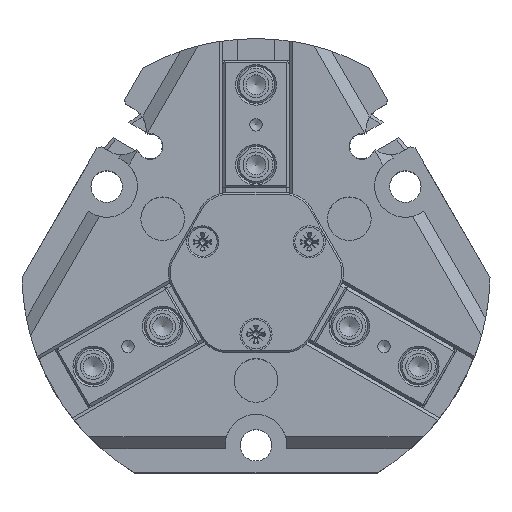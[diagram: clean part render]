
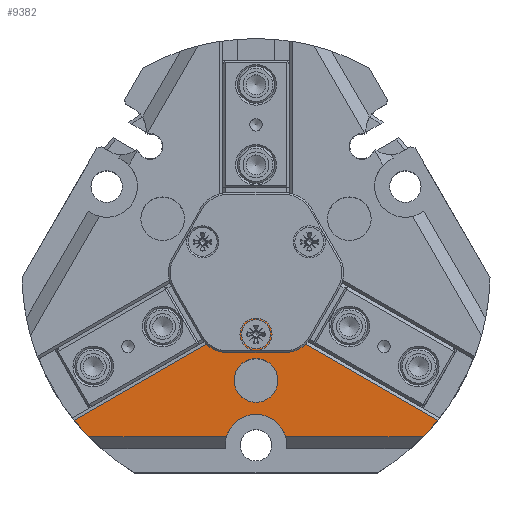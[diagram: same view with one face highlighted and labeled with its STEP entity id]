
A CAD part, top view. The second image highlights one B-rep face of the part: STEP entity #9382.
In plain terms, the highlighted planar face has unit normal (0, 0, 1).
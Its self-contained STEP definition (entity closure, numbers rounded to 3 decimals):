
#432=FACE_BOUND('',#1985,.T.);
#433=FACE_BOUND('',#1986,.T.);
#589=CIRCLE('',#9954,1.5);
#590=CIRCLE('',#9955,1.5);
#627=CIRCLE('',#10052,7.5);
#632=CIRCLE('',#10092,3.55);
#731=CIRCLE('',#10274,5.);
#733=CIRCLE('',#10278,38.);
#734=CIRCLE('',#10279,38.);
#1064=PLANE('',#10277);
#1435=FACE_OUTER_BOUND('',#1984,.T.);
#1984=EDGE_LOOP('',(#7531,#7532,#7533,#7534,#7535,#7536,#7537,#7538));
#1985=EDGE_LOOP('',(#7539,#7540));
#1986=EDGE_LOOP('',(#7541));
#2555=LINE('',#15619,#3250);
#2556=LINE('',#15622,#3251);
#2664=LINE('',#16182,#3359);
#2668=LINE('',#16199,#3363);
#3250=VECTOR('',#11575,10.);
#3251=VECTOR('',#11578,10.);
#3359=VECTOR('',#12110,10.);
#3363=VECTOR('',#12128,10.);
#4097=VERTEX_POINT('',#15176);
#4098=VERTEX_POINT('',#15178);
#4209=VERTEX_POINT('',#15601);
#4210=VERTEX_POINT('',#15603);
#4215=VERTEX_POINT('',#15617);
#4216=VERTEX_POINT('',#15621);
#4230=VERTEX_POINT('',#15755);
#4365=VERTEX_POINT('',#16179);
#4366=VERTEX_POINT('',#16181);
#4368=VERTEX_POINT('',#16187);
#4372=VERTEX_POINT('',#16197);
#5129=EDGE_CURVE('',#4098,#4097,#589,.T.);
#5130=EDGE_CURVE('',#4097,#4098,#590,.T.);
#5287=EDGE_CURVE('',#4210,#4209,#627,.T.);
#5295=EDGE_CURVE('',#4215,#4209,#2555,.T.);
#5296=EDGE_CURVE('',#4210,#4216,#2556,.T.);
#5331=EDGE_CURVE('',#4230,#4230,#632,.T.);
#5533=EDGE_CURVE('',#4365,#4366,#2664,.T.);
#5536=EDGE_CURVE('',#4368,#4366,#731,.T.);
#5541=EDGE_CURVE('',#4215,#4372,#733,.T.);
#5542=EDGE_CURVE('',#4368,#4372,#2668,.T.);
#5543=EDGE_CURVE('',#4365,#4216,#734,.T.);
#7531=ORIENTED_EDGE('',*,*,#5295,.F.);
#7532=ORIENTED_EDGE('',*,*,#5541,.T.);
#7533=ORIENTED_EDGE('',*,*,#5542,.F.);
#7534=ORIENTED_EDGE('',*,*,#5536,.T.);
#7535=ORIENTED_EDGE('',*,*,#5533,.F.);
#7536=ORIENTED_EDGE('',*,*,#5543,.T.);
#7537=ORIENTED_EDGE('',*,*,#5296,.F.);
#7538=ORIENTED_EDGE('',*,*,#5287,.T.);
#7539=ORIENTED_EDGE('',*,*,#5129,.T.);
#7540=ORIENTED_EDGE('',*,*,#5130,.T.);
#7541=ORIENTED_EDGE('',*,*,#5331,.T.);
#9382=ADVANCED_FACE('',(#1435,#432,#433),#1064,.T.);
#9954=AXIS2_PLACEMENT_3D('',#15179,#11269,#11270);
#9955=AXIS2_PLACEMENT_3D('',#15180,#11271,#11272);
#10052=AXIS2_PLACEMENT_3D('',#15604,#11558,#11559);
#10092=AXIS2_PLACEMENT_3D('',#15756,#11660,#11661);
#10274=AXIS2_PLACEMENT_3D('',#16188,#12116,#12117);
#10277=AXIS2_PLACEMENT_3D('',#16196,#12124,#12125);
#10278=AXIS2_PLACEMENT_3D('',#16198,#12126,#12127);
#10279=AXIS2_PLACEMENT_3D('',#16200,#12129,#12130);
#11269=DIRECTION('center_axis',(0.,0.,-1.));
#11270=DIRECTION('ref_axis',(1.,0.,0.));
#11271=DIRECTION('center_axis',(0.,0.,-1.));
#11272=DIRECTION('ref_axis',(1.,0.,0.));
#11558=DIRECTION('center_axis',(0.,0.,-1.));
#11559=DIRECTION('ref_axis',(-1.,0.,0.));
#11575=DIRECTION('',(0.866,0.5,0.));
#11578=DIRECTION('',(0.866,-0.5,0.));
#11660=DIRECTION('center_axis',(0.,0.,-1.));
#11661=DIRECTION('ref_axis',(-1.,0.,0.));
#12110=DIRECTION('',(-1.,0.,0.));
#12116=DIRECTION('center_axis',(0.,0.,-1.));
#12117=DIRECTION('ref_axis',(-1.,0.,0.));
#12124=DIRECTION('center_axis',(0.,0.,1.));
#12125=DIRECTION('ref_axis',(1.,0.,0.));
#12126=DIRECTION('center_axis',(0.,0.,1.));
#12127=DIRECTION('ref_axis',(-1.,-0.021,0.));
#12128=DIRECTION('',(-1.,0.,0.));
#12129=DIRECTION('center_axis',(0.,0.,1.));
#12130=DIRECTION('ref_axis',(0.518,-0.855,0.));
#15176=CARTESIAN_POINT('',(-1.5,-10.,36.8));
#15178=CARTESIAN_POINT('',(1.5,-10.,36.8));
#15179=CARTESIAN_POINT('Origin',(0.,-10.,36.8));
#15180=CARTESIAN_POINT('Origin',(0.,-10.,36.8));
#15601=CARTESIAN_POINT('',(-0.897,-7.446,36.8));
#15603=CARTESIAN_POINT('',(0.897,-7.446,36.8));
#15604=CARTESIAN_POINT('Origin',(0.,0.,36.8));
#15617=CARTESIAN_POINT('',(-29.496,-23.958,36.8));
#15619=CARTESIAN_POINT('',(3.,-5.196,36.8));
#15621=CARTESIAN_POINT('',(29.496,-23.958,36.8));
#15622=CARTESIAN_POINT('',(-3.,-5.196,36.8));
#15755=CARTESIAN_POINT('',(3.55,-17.5,36.8));
#15756=CARTESIAN_POINT('Origin',(0.,-17.5,36.8));
#16179=CARTESIAN_POINT('',(27.137,-26.6,36.8));
#16181=CARTESIAN_POINT('',(4.8,-26.6,36.8));
#16182=CARTESIAN_POINT('',(-18.49,-26.6,36.8));
#16187=CARTESIAN_POINT('',(-4.8,-26.6,36.8));
#16188=CARTESIAN_POINT('Origin',(0.,-28.,36.8));
#16196=CARTESIAN_POINT('Origin',(0.,0.,
36.8));
#16197=CARTESIAN_POINT('',(-27.137,-26.6,36.8));
#16198=CARTESIAN_POINT('Origin',(0.,0.,36.8));
#16199=CARTESIAN_POINT('',(-18.49,-26.6,36.8));
#16200=CARTESIAN_POINT('Origin',(0.,0.,36.8));
